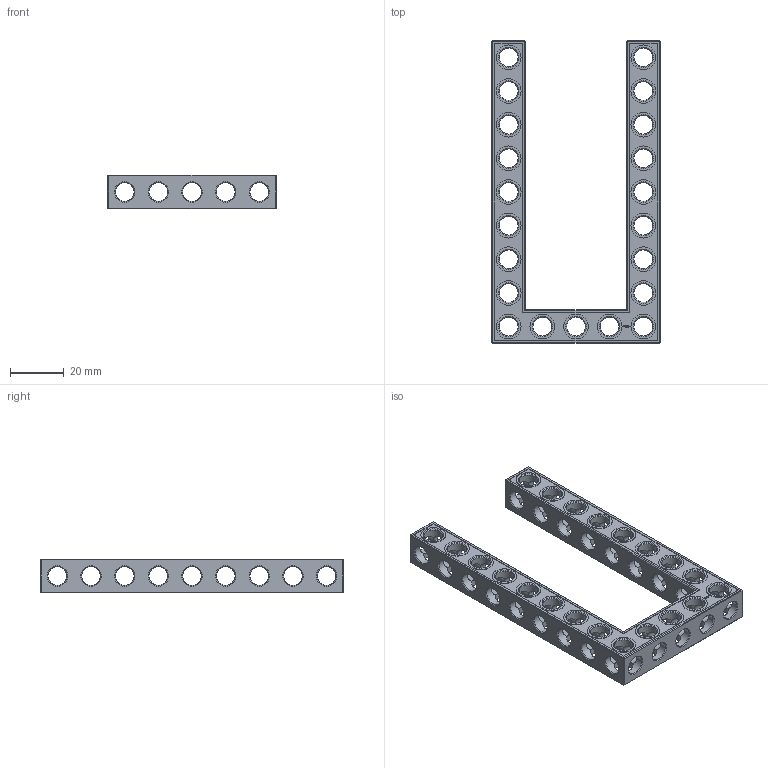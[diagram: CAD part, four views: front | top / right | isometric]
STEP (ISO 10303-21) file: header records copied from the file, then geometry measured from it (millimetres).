
FILE_DESCRIPTION(('FreeCAD Model'),'2;1');
FILE_NAME('Open CASCADE Shape Model','2022-02-23T17:39:04',( 'Paulo Kiefe'),('STEMFIE.org'),'Open CASCADE STEP processor 7.5', 'FreeCAD','Unknown');
FILE_SCHEMA(('AUTOMOTIVE_DESIGN { 1 0 10303 214 1 1 1 1 }'));
Products named in the file (1): Beam AGD ESS USH SYM BU05x09x01 - SPN-BEM-0346 (stemfie.org)
Bounding box: 62.5 x 112.5 x 12.5 mm (x, y, z)
Volume: 20522.8 mm3; surface area: 18417.2 mm2
Topology: 1 solids, 1 shells, 785 faces, 2307 edges, 1495 vertices
Faces by surface type: plane 402, extrusion 170, cylinder 127, cone 86
Full cylindrical faces by diameter (mm): 6.98 x20, 7 x86, 9.2 x21
Entity records: 140216 total; most frequent: CARTESIAN_POINT 96979, DIRECTION 6907, VECTOR 4786, LINE 4616, ORIENTED_EDGE 4614, PCURVE 4614, DEFINITIONAL_REPRESENTATION 4614, EDGE_CURVE 2307
